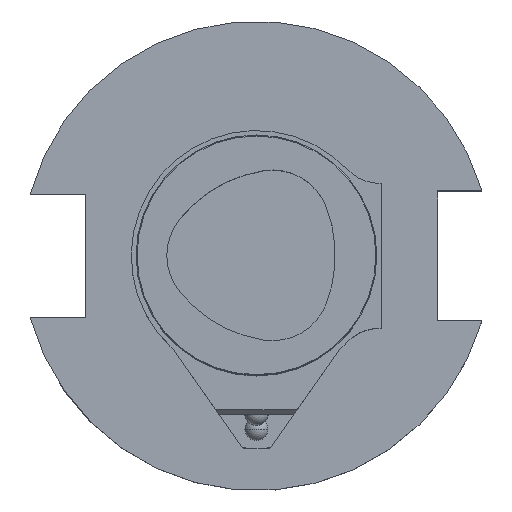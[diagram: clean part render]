
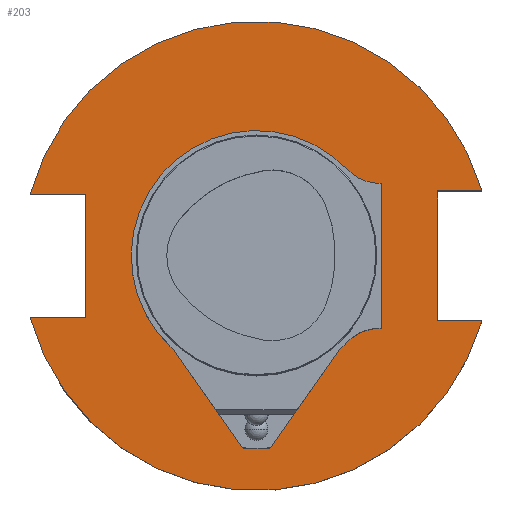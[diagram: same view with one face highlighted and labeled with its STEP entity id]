
A CAD part, top view. The second image highlights one B-rep face of the part: STEP entity #203.
In plain terms, the highlighted planar face has unit normal (0, 0, 1).
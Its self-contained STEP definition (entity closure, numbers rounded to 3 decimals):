
#159=PLANE('',#1090);
#179=FACE_BOUND('',#321,.T.);
#180=FACE_BOUND('',#322,.T.);
#203=ADVANCED_FACE('',(#179,#180),#159,.T.);
#321=EDGE_LOOP('',(#550,#551,#552,#553,#554,#555,#556,#557,#558,#559,#560,
#561));
#322=EDGE_LOOP('',(#562,#563,#564,#565,#566,#567,#568,#569));
#386=LINE('',#1566,#452);
#387=LINE('',#1568,#453);
#388=LINE('',#1570,#454);
#389=LINE('',#1578,#455);
#390=LINE('',#1582,#456);
#391=LINE('',#1585,#457);
#392=LINE('',#1588,#458);
#393=LINE('',#1592,#459);
#394=LINE('',#1594,#460);
#395=LINE('',#1596,#461);
#396=LINE('',#1600,#462);
#452=VECTOR('',#1246,1.);
#453=VECTOR('',#1247,1.);
#454=VECTOR('',#1248,1.);
#455=VECTOR('',#1255,1.);
#456=VECTOR('',#1258,1.);
#457=VECTOR('',#1261,1.);
#458=VECTOR('',#1262,1.);
#459=VECTOR('',#1265,1.);
#460=VECTOR('',#1266,1.);
#461=VECTOR('',#1267,1.);
#462=VECTOR('',#1270,1.);
#550=ORIENTED_EDGE('',*,*,#893,.F.);
#551=ORIENTED_EDGE('',*,*,#894,.T.);
#552=ORIENTED_EDGE('',*,*,#895,.T.);
#553=ORIENTED_EDGE('',*,*,#896,.T.);
#554=ORIENTED_EDGE('',*,*,#897,.T.);
#555=ORIENTED_EDGE('',*,*,#898,.T.);
#556=ORIENTED_EDGE('',*,*,#899,.F.);
#557=ORIENTED_EDGE('',*,*,#900,.T.);
#558=ORIENTED_EDGE('',*,*,#901,.F.);
#559=ORIENTED_EDGE('',*,*,#902,.F.);
#560=ORIENTED_EDGE('',*,*,#903,.T.);
#561=ORIENTED_EDGE('',*,*,#904,.T.);
#562=ORIENTED_EDGE('',*,*,#905,.T.);
#563=ORIENTED_EDGE('',*,*,#906,.T.);
#564=ORIENTED_EDGE('',*,*,#907,.F.);
#565=ORIENTED_EDGE('',*,*,#908,.T.);
#566=ORIENTED_EDGE('',*,*,#909,.F.);
#567=ORIENTED_EDGE('',*,*,#910,.T.);
#568=ORIENTED_EDGE('',*,*,#911,.F.);
#569=ORIENTED_EDGE('',*,*,#912,.T.);
#800=VERTEX_POINT('',#1562);
#801=VERTEX_POINT('',#1563);
#802=VERTEX_POINT('',#1565);
#803=VERTEX_POINT('',#1567);
#804=VERTEX_POINT('',#1569);
#805=VERTEX_POINT('',#1571);
#806=VERTEX_POINT('',#1573);
#807=VERTEX_POINT('',#1575);
#808=VERTEX_POINT('',#1577);
#809=VERTEX_POINT('',#1579);
#810=VERTEX_POINT('',#1581);
#811=VERTEX_POINT('',#1583);
#812=VERTEX_POINT('',#1586);
#813=VERTEX_POINT('',#1587);
#814=VERTEX_POINT('',#1589);
#815=VERTEX_POINT('',#1591);
#816=VERTEX_POINT('',#1593);
#817=VERTEX_POINT('',#1595);
#818=VERTEX_POINT('',#1597);
#819=VERTEX_POINT('',#1599);
#893=EDGE_CURVE('',#800,#801,#1010,.T.);
#894=EDGE_CURVE('',#800,#802,#1011,.T.);
#895=EDGE_CURVE('',#802,#803,#386,.T.);
#896=EDGE_CURVE('',#803,#804,#387,.T.);
#897=EDGE_CURVE('',#804,#805,#388,.T.);
#898=EDGE_CURVE('',#805,#806,#1012,.T.);
#899=EDGE_CURVE('',#807,#806,#1013,.T.);
#900=EDGE_CURVE('',#807,#808,#1014,.T.);
#901=EDGE_CURVE('',#809,#808,#389,.T.);
#902=EDGE_CURVE('',#810,#809,#1015,.T.);
#903=EDGE_CURVE('',#810,#811,#390,.T.);
#904=EDGE_CURVE('',#811,#801,#1016,.T.);
#905=EDGE_CURVE('',#812,#813,#391,.T.);
#906=EDGE_CURVE('',#813,#814,#392,.T.);
#907=EDGE_CURVE('',#815,#814,#1017,.T.);
#908=EDGE_CURVE('',#815,#816,#393,.T.);
#909=EDGE_CURVE('',#817,#816,#394,.T.);
#910=EDGE_CURVE('',#817,#818,#395,.T.);
#911=EDGE_CURVE('',#819,#818,#1018,.T.);
#912=EDGE_CURVE('',#819,#812,#396,.T.);
#1010=CIRCLE('',#1081,26.);
#1011=CIRCLE('',#1082,10.);
#1012=CIRCLE('',#1083,10.);
#1013=CIRCLE('',#1084,26.);
#1014=CIRCLE('',#1085,10.);
#1015=CIRCLE('',#1086,40.);
#1016=CIRCLE('',#1087,10.);
#1017=CIRCLE('',#1088,48.75);
#1018=CIRCLE('',#1089,48.75);
#1081=AXIS2_PLACEMENT_3D('',#1561,#1242,#1243);
#1082=AXIS2_PLACEMENT_3D('',#1564,#1244,#1245);
#1083=AXIS2_PLACEMENT_3D('',#1572,#1249,#1250);
#1084=AXIS2_PLACEMENT_3D('',#1574,#1251,#1252);
#1085=AXIS2_PLACEMENT_3D('',#1576,#1253,#1254);
#1086=AXIS2_PLACEMENT_3D('',#1580,#1256,#1257);
#1087=AXIS2_PLACEMENT_3D('',#1584,#1259,#1260);
#1088=AXIS2_PLACEMENT_3D('',#1590,#1263,#1264);
#1089=AXIS2_PLACEMENT_3D('',#1598,#1268,#1269);
#1090=AXIS2_PLACEMENT_3D('',#1601,#1271,#1272);
#1242=DIRECTION('',(0.,0.,1.));
#1243=DIRECTION('',(1.,0.,0.));
#1244=DIRECTION('',(0.,0.,1.));
#1245=DIRECTION('',(1.,0.,0.));
#1246=DIRECTION('',(1.,0.,0.));
#1247=DIRECTION('',(0.,-1.,0.));
#1248=DIRECTION('',(-1.,0.,0.));
#1249=DIRECTION('',(0.,0.,1.));
#1250=DIRECTION('',(1.,0.,0.));
#1251=DIRECTION('',(0.,0.,1.));
#1252=DIRECTION('',(1.,0.,0.));
#1253=DIRECTION('',(0.,0.,1.));
#1254=DIRECTION('',(1.,0.,0.));
#1255=DIRECTION('',(0.574,0.819,0.));
#1256=DIRECTION('',(0.,0.,1.));
#1257=DIRECTION('',(1.,0.,0.));
#1258=DIRECTION('',(-0.574,0.819,0.));
#1259=DIRECTION('',(0.,0.,1.));
#1260=DIRECTION('',(1.,0.,0.));
#1261=DIRECTION('',(0.,1.,0.));
#1262=DIRECTION('',(1.,0.,0.));
#1263=DIRECTION('',(0.,0.,-1.));
#1264=DIRECTION('',(1.,0.,0.));
#1265=DIRECTION('',(1.,0.,0.));
#1266=DIRECTION('',(0.,1.,0.));
#1267=DIRECTION('',(-1.,0.,0.));
#1268=DIRECTION('',(0.,0.,-1.));
#1269=DIRECTION('',(1.,0.,0.));
#1270=DIRECTION('',(-1.,0.,0.));
#1271=DIRECTION('',(0.,0.,1.));
#1272=DIRECTION('',(-1.,0.,0.));
#1561=CARTESIAN_POINT('',(0.091,-0.091,15.9));
#1562=CARTESIAN_POINT('',(18.799,17.964,15.9));
#1563=CARTESIAN_POINT('',(-17.877,-18.883,15.9));
#1564=CARTESIAN_POINT('',(25.995,24.909,15.9));
#1565=CARTESIAN_POINT('',(25.995,14.909,15.9));
#1566=CARTESIAN_POINT('',(26.091,14.909,15.9));
#1567=CARTESIAN_POINT('',(26.091,14.909,15.9));
#1568=CARTESIAN_POINT('',(26.091,14.909,15.9));
#1569=CARTESIAN_POINT('',(26.091,-15.097,15.9));
#1570=CARTESIAN_POINT('',(21.324,-15.097,15.9));
#1571=CARTESIAN_POINT('',(25.99,-15.097,15.9));
#1572=CARTESIAN_POINT('',(25.99,-25.097,15.9));
#1573=CARTESIAN_POINT('',(18.796,-18.151,15.9));
#1574=CARTESIAN_POINT('',(0.091,-0.091,15.9));
#1575=CARTESIAN_POINT('',(18.06,-18.883,15.9));
#1576=CARTESIAN_POINT('',(24.97,-26.111,15.9));
#1577=CARTESIAN_POINT('',(16.779,-20.375,15.9));
#1578=CARTESIAN_POINT('',(5.633,-36.293,15.9));
#1579=CARTESIAN_POINT('',(3.05,-39.982,15.9));
#1580=CARTESIAN_POINT('',(0.091,-0.091,15.9));
#1581=CARTESIAN_POINT('',(-2.868,-39.982,15.9));
#1582=CARTESIAN_POINT('',(-17.21,-19.499,15.9));
#1583=CARTESIAN_POINT('',(-16.596,-20.375,15.9));
#1584=CARTESIAN_POINT('',(-24.788,-26.111,15.9));
#1585=CARTESIAN_POINT('',(37.791,-0.091,15.9));
#1586=CARTESIAN_POINT('',(37.791,-13.591,15.9));
#1587=CARTESIAN_POINT('',(37.791,13.409,15.9));
#1588=CARTESIAN_POINT('',(0.091,13.409,15.9));
#1589=CARTESIAN_POINT('',(46.935,13.409,15.9));
#1590=CARTESIAN_POINT('',(0.091,-0.091,15.9));
#1591=CARTESIAN_POINT('',(-46.935,12.759,15.9));
#1592=CARTESIAN_POINT('',(0.091,12.759,15.9));
#1593=CARTESIAN_POINT('',(-35.409,12.759,15.9));
#1594=CARTESIAN_POINT('',(-35.409,-0.091,15.9));
#1595=CARTESIAN_POINT('',(-35.409,-12.941,15.9));
#1596=CARTESIAN_POINT('',(0.091,-12.941,15.9));
#1597=CARTESIAN_POINT('',(-46.935,-12.941,15.9));
#1598=CARTESIAN_POINT('',(0.091,-0.091,15.9));
#1599=CARTESIAN_POINT('',(46.935,-13.591,15.9));
#1600=CARTESIAN_POINT('',(0.091,-13.591,15.9));
#1601=CARTESIAN_POINT('',(-46.068,-0.091,15.9));
